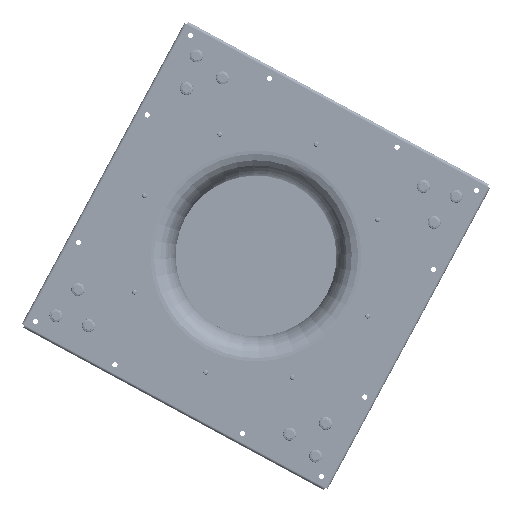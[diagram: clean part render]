
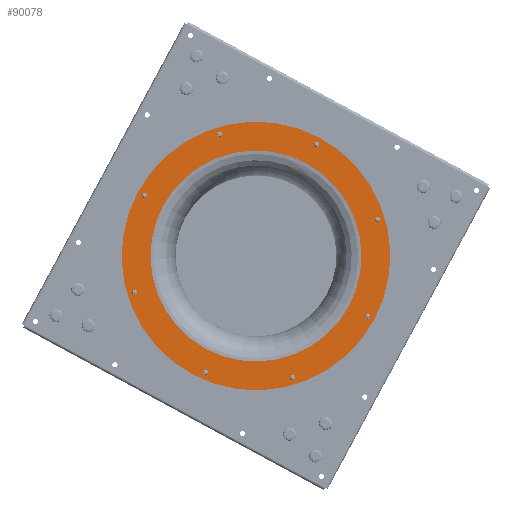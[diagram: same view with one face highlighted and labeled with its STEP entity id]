
A CAD part, front view. The second image highlights one B-rep face of the part: STEP entity #90078.
In plain terms, the highlighted face is planar.
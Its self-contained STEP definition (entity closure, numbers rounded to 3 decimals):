
#89333=CARTESIAN_POINT('',(0.,0.,0.));
#89334=DIRECTION('',(-1.,0.,0.));
#89335=DIRECTION('',(0.,-1.,0.));
#89336=AXIS2_PLACEMENT_3D('',#89333,#89334,#89335);
#89338=CARTESIAN_POINT('',(0.,0.,0.));
#89339=DIRECTION('',(1.,0.,0.));
#89340=DIRECTION('',(0.,-1.,0.));
#89341=AXIS2_PLACEMENT_3D('',#89338,#89339,#89340);
#89343=CARTESIAN_POINT('',(0.,0.,-219.));
#89344=DIRECTION('',(-1.,0.,0.));
#89345=DIRECTION('',(0.,0.,-1.));
#89346=AXIS2_PLACEMENT_3D('',#89343,#89344,#89345);
#89348=CARTESIAN_POINT('',(0.,0.,-219.));
#89349=DIRECTION('',(-1.,0.,0.));
#89350=DIRECTION('',(0.,0.,1.));
#89351=AXIS2_PLACEMENT_3D('',#89348,#89349,#89350);
#89353=CARTESIAN_POINT('',(0.,154.856,
-154.856));
#89354=DIRECTION('',(-1.,0.,0.));
#89355=DIRECTION('',(0.,0.707,-0.707));
#89356=AXIS2_PLACEMENT_3D('',#89353,#89354,#89355);
#89358=CARTESIAN_POINT('',(0.,154.856,
-154.856));
#89359=DIRECTION('',(-1.,0.,0.));
#89360=DIRECTION('',(0.,-0.707,0.707));
#89361=AXIS2_PLACEMENT_3D('',#89358,#89359,#89360);
#89363=CARTESIAN_POINT('',(0.,219.,0.));
#89364=DIRECTION('',(-1.,0.,0.));
#89365=DIRECTION('',(0.,1.,0.));
#89366=AXIS2_PLACEMENT_3D('',#89363,#89364,#89365);
#89368=CARTESIAN_POINT('',(0.,219.,0.));
#89369=DIRECTION('',(-1.,0.,0.));
#89370=DIRECTION('',(0.,-1.,0.));
#89371=AXIS2_PLACEMENT_3D('',#89368,#89369,#89370);
#89373=CARTESIAN_POINT('',(0.,154.856,
154.856));
#89374=DIRECTION('',(-1.,0.,0.));
#89375=DIRECTION('',(0.,0.707,0.707));
#89376=AXIS2_PLACEMENT_3D('',#89373,#89374,#89375);
#89378=CARTESIAN_POINT('',(0.,154.856,
154.856));
#89379=DIRECTION('',(-1.,0.,0.));
#89380=DIRECTION('',(0.,-0.707,-0.707));
#89381=AXIS2_PLACEMENT_3D('',#89378,#89379,#89380);
#89383=CARTESIAN_POINT('',(0.,0.,219.));
#89384=DIRECTION('',(-1.,0.,0.));
#89385=DIRECTION('',(0.,0.,1.));
#89386=AXIS2_PLACEMENT_3D('',#89383,#89384,#89385);
#89388=CARTESIAN_POINT('',(0.,0.,219.));
#89389=DIRECTION('',(-1.,0.,0.));
#89390=DIRECTION('',(0.,0.,-1.));
#89391=AXIS2_PLACEMENT_3D('',#89388,#89389,#89390);
#89393=CARTESIAN_POINT('',(0.,-154.856,154.856));
#89394=DIRECTION('',(-1.,0.,0.));
#89395=DIRECTION('',(0.,-0.707,0.707));
#89396=AXIS2_PLACEMENT_3D('',#89393,#89394,#89395);
#89398=CARTESIAN_POINT('',(0.,-154.856,154.856));
#89399=DIRECTION('',(-1.,0.,0.));
#89400=DIRECTION('',(0.,0.707,-0.707));
#89401=AXIS2_PLACEMENT_3D('',#89398,#89399,#89400);
#89403=CARTESIAN_POINT('',(0.,-218.167,19.087));
#89404=DIRECTION('',(-1.,0.,0.));
#89405=DIRECTION('',(0.,-1.,0.));
#89406=AXIS2_PLACEMENT_3D('',#89403,#89404,#89405);
#89408=CARTESIAN_POINT('',(0.,-218.167,19.087));
#89409=DIRECTION('',(-1.,0.,0.));
#89410=DIRECTION('',(0.,1.,0.));
#89411=AXIS2_PLACEMENT_3D('',#89408,#89409,#89410);
#89413=CARTESIAN_POINT('',(0.,-154.856,-154.856));
#89414=DIRECTION('',(-1.,0.,0.));
#89415=DIRECTION('',(0.,-0.643,-0.766));
#89416=AXIS2_PLACEMENT_3D('',#89413,#89414,#89415);
#89418=CARTESIAN_POINT('',(0.,-154.856,-154.856));
#89419=DIRECTION('',(-1.,0.,0.));
#89420=DIRECTION('',(0.,0.643,0.766));
#89421=AXIS2_PLACEMENT_3D('',#89418,#89419,#89420);
#89428=CARTESIAN_POINT('',(0.,0.,0.));
#89429=DIRECTION('',(1.,0.,0.));
#89430=DIRECTION('',(0.,-1.,0.));
#89431=AXIS2_PLACEMENT_3D('',#89428,#89429,#89430);
#89438=CARTESIAN_POINT('',(0.,0.,0.));
#89439=DIRECTION('',(-1.,0.,0.));
#89440=DIRECTION('',(0.,-1.,0.));
#89441=AXIS2_PLACEMENT_3D('',#89438,#89439,#89440);
#89588=CARTESIAN_POINT('',(0.,0.,-221.25));
#89590=VERTEX_POINT('',#89588);
#89592=CARTESIAN_POINT('',(0.,0.,-216.75));
#89594=VERTEX_POINT('',#89592);
#89612=CARTESIAN_POINT('',(0.,-220.417,19.087));
#89614=VERTEX_POINT('',#89612);
#89616=CARTESIAN_POINT('',(0.,-215.917,19.087));
#89618=VERTEX_POINT('',#89616);
#89620=CARTESIAN_POINT('',(0.,-156.303,-156.58));
#89622=VERTEX_POINT('',#89620);
#89624=CARTESIAN_POINT('',(0.,-153.41,-153.133));
#89626=VERTEX_POINT('',#89624);
#89643=CARTESIAN_POINT('',(0.,-232.,0.));
#89645=VERTEX_POINT('',#89643);
#89646=CARTESIAN_POINT('',(0.,-182.2,0.));
#89648=VERTEX_POINT('',#89646);
#89667=CARTESIAN_POINT('',(0.,232.,0.));
#89669=VERTEX_POINT('',#89667);
#89670=CARTESIAN_POINT('',(0.,182.2,0.));
#89672=VERTEX_POINT('',#89670);
#89680=CARTESIAN_POINT('',(0.,156.447,
-156.447));
#89681=CARTESIAN_POINT('',(0.,153.265,
-153.265));
#89682=VERTEX_POINT('',#89680);
#89683=VERTEX_POINT('',#89681);
#89688=CARTESIAN_POINT('',(0.,221.25,0.));
#89689=CARTESIAN_POINT('',(0.,216.75,0.));
#89690=VERTEX_POINT('',#89688);
#89691=VERTEX_POINT('',#89689);
#89696=CARTESIAN_POINT('',(0.,156.447,
156.447));
#89697=CARTESIAN_POINT('',(0.,153.265,
153.265));
#89698=VERTEX_POINT('',#89696);
#89699=VERTEX_POINT('',#89697);
#89704=CARTESIAN_POINT('',(0.,0.,221.25));
#89705=CARTESIAN_POINT('',(0.,0.,216.75));
#89706=VERTEX_POINT('',#89704);
#89707=VERTEX_POINT('',#89705);
#89712=CARTESIAN_POINT('',(0.,-156.447,156.447));
#89713=CARTESIAN_POINT('',(0.,-153.265,153.265));
#89714=VERTEX_POINT('',#89712);
#89715=VERTEX_POINT('',#89713);
#90015=CARTESIAN_POINT('',(0.,0.,0.));
#90016=DIRECTION('',(-1.,0.,0.));
#90017=DIRECTION('',(0.,-1.,0.));
#90018=AXIS2_PLACEMENT_3D('',#90015,#90016,#90017);
#90019=PLANE('',#90018);
#90020=ORIENTED_EDGE('',*,*,#90008,.F.);
#90021=ORIENTED_EDGE('',*,*,#89997,.T.);
#90022=EDGE_LOOP('',(#90020,#90021));
#90023=FACE_OUTER_BOUND('',#90022,.F.);
#90025=ORIENTED_EDGE('',*,*,#90024,.F.);
#90027=ORIENTED_EDGE('',*,*,#90026,.T.);
#90028=EDGE_LOOP('',(#90025,#90027));
#90029=FACE_BOUND('',#90028,.F.);
#90031=ORIENTED_EDGE('',*,*,#90030,.T.);
#90033=ORIENTED_EDGE('',*,*,#90032,.T.);
#90034=EDGE_LOOP('',(#90031,#90033));
#90035=FACE_BOUND('',#90034,.F.);
#90037=ORIENTED_EDGE('',*,*,#90036,.T.);
#90039=ORIENTED_EDGE('',*,*,#90038,.T.);
#90040=EDGE_LOOP('',(#90037,#90039));
#90041=FACE_BOUND('',#90040,.F.);
#90043=ORIENTED_EDGE('',*,*,#90042,.T.);
#90045=ORIENTED_EDGE('',*,*,#90044,.T.);
#90046=EDGE_LOOP('',(#90043,#90045));
#90047=FACE_BOUND('',#90046,.F.);
#90049=ORIENTED_EDGE('',*,*,#90048,.T.);
#90051=ORIENTED_EDGE('',*,*,#90050,.T.);
#90052=EDGE_LOOP('',(#90049,#90051));
#90053=FACE_BOUND('',#90052,.F.);
#90055=ORIENTED_EDGE('',*,*,#90054,.T.);
#90057=ORIENTED_EDGE('',*,*,#90056,.T.);
#90058=EDGE_LOOP('',(#90055,#90057));
#90059=FACE_BOUND('',#90058,.F.);
#90061=ORIENTED_EDGE('',*,*,#90060,.T.);
#90063=ORIENTED_EDGE('',*,*,#90062,.T.);
#90064=EDGE_LOOP('',(#90061,#90063));
#90065=FACE_BOUND('',#90064,.F.);
#90067=ORIENTED_EDGE('',*,*,#90066,.T.);
#90069=ORIENTED_EDGE('',*,*,#90068,.T.);
#90070=EDGE_LOOP('',(#90067,#90069));
#90071=FACE_BOUND('',#90070,.F.);
#90073=ORIENTED_EDGE('',*,*,#90072,.T.);
#90075=ORIENTED_EDGE('',*,*,#90074,.T.);
#90076=EDGE_LOOP('',(#90073,#90075));
#90077=FACE_BOUND('',#90076,.F.);
#90078=ADVANCED_FACE('',(#90023,#90029,#90035,#90041,#90047,#90053,#90059,
#90065,#90071,#90077),#90019,.T.);
#89337=CIRCLE('',#89336,232.);
#89342=CIRCLE('',#89341,232.);
#89347=CIRCLE('',#89346,2.25);
#89352=CIRCLE('',#89351,2.25);
#89357=CIRCLE('',#89356,2.25);
#89362=CIRCLE('',#89361,2.25);
#89367=CIRCLE('',#89366,2.25);
#89372=CIRCLE('',#89371,2.25);
#89377=CIRCLE('',#89376,2.25);
#89382=CIRCLE('',#89381,2.25);
#89387=CIRCLE('',#89386,2.25);
#89392=CIRCLE('',#89391,2.25);
#89397=CIRCLE('',#89396,2.25);
#89402=CIRCLE('',#89401,2.25);
#89407=CIRCLE('',#89406,2.25);
#89412=CIRCLE('',#89411,2.25);
#89417=CIRCLE('',#89416,2.25);
#89422=CIRCLE('',#89421,2.25);
#89432=CIRCLE('',#89431,182.2);
#89442=CIRCLE('',#89441,182.2);
#89997=EDGE_CURVE('',#89645,#89669,#89342,.T.);
#90008=EDGE_CURVE('',#89645,#89669,#89337,.T.);
#90024=EDGE_CURVE('',#89648,#89672,#89432,.T.);
#90026=EDGE_CURVE('',#89648,#89672,#89442,.T.);
#90030=EDGE_CURVE('',#89590,#89594,#89347,.T.);
#90032=EDGE_CURVE('',#89594,#89590,#89352,.T.);
#90036=EDGE_CURVE('',#89682,#89683,#89357,.T.);
#90038=EDGE_CURVE('',#89683,#89682,#89362,.T.);
#90042=EDGE_CURVE('',#89690,#89691,#89367,.T.);
#90044=EDGE_CURVE('',#89691,#89690,#89372,.T.);
#90048=EDGE_CURVE('',#89698,#89699,#89377,.T.);
#90050=EDGE_CURVE('',#89699,#89698,#89382,.T.);
#90054=EDGE_CURVE('',#89706,#89707,#89387,.T.);
#90056=EDGE_CURVE('',#89707,#89706,#89392,.T.);
#90060=EDGE_CURVE('',#89714,#89715,#89397,.T.);
#90062=EDGE_CURVE('',#89715,#89714,#89402,.T.);
#90066=EDGE_CURVE('',#89614,#89618,#89407,.T.);
#90068=EDGE_CURVE('',#89618,#89614,#89412,.T.);
#90072=EDGE_CURVE('',#89622,#89626,#89417,.T.);
#90074=EDGE_CURVE('',#89626,#89622,#89422,.T.);
